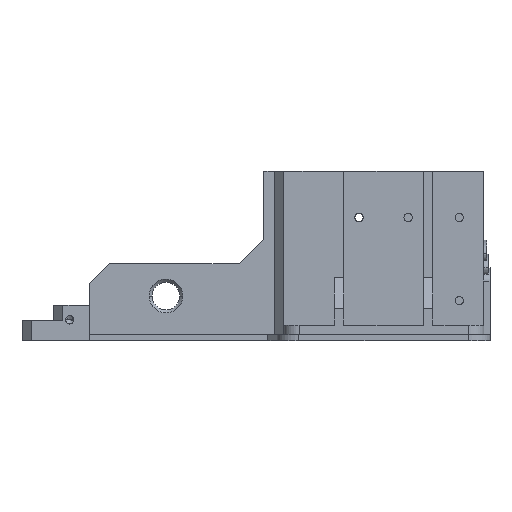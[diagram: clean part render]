
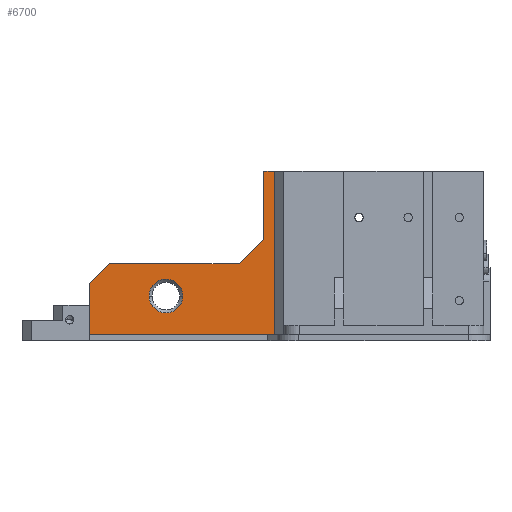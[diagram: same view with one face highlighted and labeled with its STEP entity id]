
A CAD part, front view. The second image highlights one B-rep face of the part: STEP entity #6700.
In plain terms, the highlighted face is planar.
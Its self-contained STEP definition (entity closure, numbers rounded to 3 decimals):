
#5 = VERTEX_POINT ( 'NONE', #7381 ) ;
#25 = CARTESIAN_POINT ( 'NONE',  ( -73.166, -13., 85. ) ) ;
#174 = EDGE_CURVE ( 'NONE', #555, #15292, #385, .T. ) ;
#284 = DIRECTION ( 'NONE',  ( -1., 0., 0. ) ) ;
#385 = LINE ( 'NONE', #10717, #13611 ) ;
#397 = DIRECTION ( 'NONE',  ( 0., 0., -1. ) ) ;
#409 = CARTESIAN_POINT ( 'NONE',  ( -78.666, -13., 85. ) ) ;
#555 = VERTEX_POINT ( 'NONE', #6654 ) ;
#733 = CARTESIAN_POINT ( 'NONE',  ( -30.166, 22.25, 85. ) ) ;
#746 = VECTOR ( 'NONE', #9239, 1000. ) ;
#748 = DIRECTION ( 'NONE',  ( -1., 0., 0. ) ) ;
#1090 = ORIENTED_EDGE ( 'NONE', *, *, #8667, .F. ) ;
#1353 = FACE_OUTER_BOUND ( 'NONE', #5807, .T. ) ;
#1554 = AXIS2_PLACEMENT_3D ( 'NONE', #11951, #397, #10498 ) ;
#1871 = CARTESIAN_POINT ( 'NONE',  ( -43.416, -27.5, 85. ) ) ;
#2022 = CARTESIAN_POINT ( 'NONE',  ( -43.416, -25.5, 85. ) ) ;
#2139 = CARTESIAN_POINT ( 'NONE',  ( -78.666, -13., 85. ) ) ;
#2721 = DIRECTION ( 'NONE',  ( 1., 0., 0. ) ) ;
#2971 = LINE ( 'NONE', #1871, #9376 ) ;
#3011 = EDGE_CURVE ( 'NONE', #10879, #11441, #4469, .T. ) ;
#3174 = DIRECTION ( 'NONE',  ( 0., -1., 0. ) ) ;
#4318 = ORIENTED_EDGE ( 'NONE', *, *, #10997, .T. ) ;
#4389 = LINE ( 'NONE', #11776, #746 ) ;
#4469 = CIRCLE ( 'NONE', #9155, 5.5 ) ;
#4511 = DIRECTION ( 'NONE',  ( 0., 0., 1. ) ) ;
#5807 = EDGE_LOOP ( 'NONE', ( #8221, #11926, #12375, #1090, #13340, #4318, #8299, #13590 ) ) ;
#5836 = ORIENTED_EDGE ( 'NONE', *, *, #3011, .F. ) ;
#5997 = CARTESIAN_POINT ( 'NONE',  ( -103.416, -9., 85. ) ) ;
#6018 = LINE ( 'NONE', #14368, #10458 ) ;
#6229 = CARTESIAN_POINT ( 'NONE',  ( -103.416, -25.5, 85. ) ) ;
#6298 = EDGE_CURVE ( 'NONE', #555, #5, #12801, .T. ) ;
#6654 = CARTESIAN_POINT ( 'NONE',  ( -103.416, -9., 85. ) ) ;
#6700 = ADVANCED_FACE ( 'NONE', ( #13200, #1353 ), #13287, .F. ) ;
#7076 = VECTOR ( 'NONE', #2721, 1000. ) ;
#7090 = DIRECTION ( 'NONE',  ( 1., 0., 0. ) ) ;
#7373 = EDGE_LOOP ( 'NONE', ( #5836, #8179 ) ) ;
#7381 = CARTESIAN_POINT ( 'NONE',  ( -96.916, -2.5, 85. ) ) ;
#8113 = VERTEX_POINT ( 'NONE', #15637 ) ;
#8179 = ORIENTED_EDGE ( 'NONE', *, *, #15070, .F. ) ;
#8221 = ORIENTED_EDGE ( 'NONE', *, *, #13575, .F. ) ;
#8299 = ORIENTED_EDGE ( 'NONE', *, *, #9196, .F. ) ;
#8551 = CARTESIAN_POINT ( 'NONE',  ( -59.416, 27.5, 85. ) ) ;
#8667 = EDGE_CURVE ( 'NONE', #15192, #15292, #6018, .T. ) ;
#9082 = LINE ( 'NONE', #9228, #7076 ) ;
#9155 = AXIS2_PLACEMENT_3D ( 'NONE', #409, #14480, #9373 ) ;
#9196 = EDGE_CURVE ( 'NONE', #8113, #16245, #4389, .T. ) ;
#9228 = CARTESIAN_POINT ( 'NONE',  ( -103.416, -2.5, 85. ) ) ;
#9239 = DIRECTION ( 'NONE',  ( 0., 1., 0. ) ) ;
#9373 = DIRECTION ( 'NONE',  ( 1., 0., 0. ) ) ;
#9376 = VECTOR ( 'NONE', #3174, 1000. ) ;
#10212 = CARTESIAN_POINT ( 'NONE',  ( -54.916, -2.5, 85. ) ) ;
#10458 = VECTOR ( 'NONE', #284, 1000. ) ;
#10498 = DIRECTION ( 'NONE',  ( 1., 0., 0. ) ) ;
#10530 = AXIS2_PLACEMENT_3D ( 'NONE', #2139, #4511, #7090 ) ;
#10717 = CARTESIAN_POINT ( 'NONE',  ( -103.416, 27.5, 85. ) ) ;
#10797 = CARTESIAN_POINT ( 'NONE',  ( -43.416, 27.5, 85. ) ) ;
#10879 = VERTEX_POINT ( 'NONE', #14773 ) ;
#10916 = EDGE_CURVE ( 'NONE', #12363, #15192, #2971, .T. ) ;
#10997 = EDGE_CURVE ( 'NONE', #12363, #16245, #15821, .T. ) ;
#11441 = VERTEX_POINT ( 'NONE', #25 ) ;
#11776 = CARTESIAN_POINT ( 'NONE',  ( -46.916, -27.5, 85. ) ) ;
#11926 = ORIENTED_EDGE ( 'NONE', *, *, #6298, .F. ) ;
#11951 = CARTESIAN_POINT ( 'NONE',  ( 19.584, -27.5, 85. ) ) ;
#12005 = DIRECTION ( 'NONE',  ( 0., -1., 0. ) ) ;
#12080 = LINE ( 'NONE', #733, #14694 ) ;
#12363 = VERTEX_POINT ( 'NONE', #10797 ) ;
#12375 = ORIENTED_EDGE ( 'NONE', *, *, #174, .T. ) ;
#12669 = VERTEX_POINT ( 'NONE', #10212 ) ;
#12801 = LINE ( 'NONE', #5997, #15446 ) ;
#12896 = CARTESIAN_POINT ( 'NONE',  ( -46.916, 27.5, 85. ) ) ;
#13200 = FACE_BOUND ( 'NONE', #7373, .T. ) ;
#13287 = PLANE ( 'NONE',  #1554 ) ;
#13340 = ORIENTED_EDGE ( 'NONE', *, *, #10916, .F. ) ;
#13575 = EDGE_CURVE ( 'NONE', #5, #12669, #9082, .T. ) ;
#13590 = ORIENTED_EDGE ( 'NONE', *, *, #13698, .F. ) ;
#13611 = VECTOR ( 'NONE', #12005, 1000. ) ;
#13698 = EDGE_CURVE ( 'NONE', #12669, #8113, #12080, .T. ) ;
#14368 = CARTESIAN_POINT ( 'NONE',  ( -100.416, -25.5, 85. ) ) ;
#14480 = DIRECTION ( 'NONE',  ( 0., 0., 1. ) ) ;
#14694 = VECTOR ( 'NONE', #14706, 1000. ) ;
#14706 = DIRECTION ( 'NONE',  ( 0.707, 0.707, 0. ) ) ;
#14773 = CARTESIAN_POINT ( 'NONE',  ( -84.166, -13., 85. ) ) ;
#15043 = DIRECTION ( 'NONE',  ( 0.707, 0.707, 0. ) ) ;
#15070 = EDGE_CURVE ( 'NONE', #11441, #10879, #15345, .T. ) ;
#15192 = VERTEX_POINT ( 'NONE', #2022 ) ;
#15292 = VERTEX_POINT ( 'NONE', #6229 ) ;
#15345 = CIRCLE ( 'NONE', #10530, 5.5 ) ;
#15446 = VECTOR ( 'NONE', #15043, 1000. ) ;
#15637 = CARTESIAN_POINT ( 'NONE',  ( -46.916, 5.5, 85. ) ) ;
#15821 = LINE ( 'NONE', #8551, #16418 ) ;
#16245 = VERTEX_POINT ( 'NONE', #12896 ) ;
#16418 = VECTOR ( 'NONE', #748, 1000. ) ;
